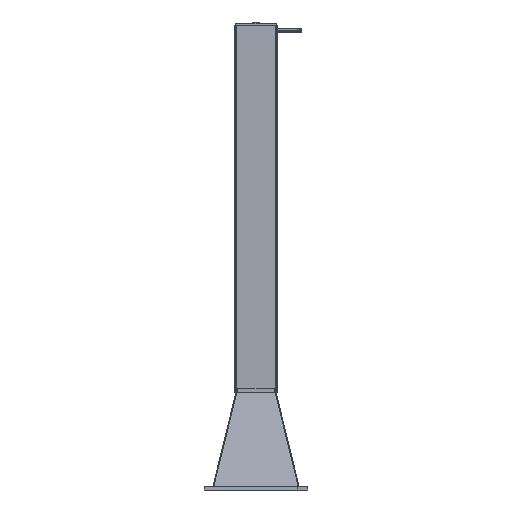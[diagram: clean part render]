
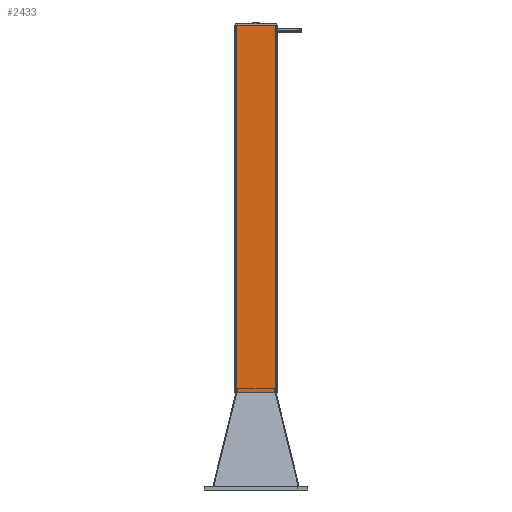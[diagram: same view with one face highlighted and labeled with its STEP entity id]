
A CAD part, left-side view. The second image highlights one B-rep face of the part: STEP entity #2433.
In plain terms, the highlighted face is planar.
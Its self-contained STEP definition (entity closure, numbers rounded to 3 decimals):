
#2433=ADVANCED_FACE('',(#4427),#4428,.T.);
#4427=FACE_OUTER_BOUND('',#6756,.T.);
#4428=PLANE('',#6757);
#6756=EDGE_LOOP('',(#14155,#14156,#14157,#14158));
#6757=AXIS2_PLACEMENT_3D('',#14159,#14160,#14161);
#14155=ORIENTED_EDGE('',*,*,#19041,.T.);
#14156=ORIENTED_EDGE('',*,*,#19025,.F.);
#14157=ORIENTED_EDGE('',*,*,#19042,.T.);
#14158=ORIENTED_EDGE('',*,*,#19043,.T.);
#14159=CARTESIAN_POINT('',(0.,175.0,0.0));
#14160=DIRECTION('',(0.0,1.0,0.0));
#14161=DIRECTION('',(-1.0,0.0,0.0));
#19025=EDGE_CURVE('',#21055,#21053,#21057,.T.);
#19041=EDGE_CURVE('',#21083,#21053,#21084,.T.);
#19042=EDGE_CURVE('',#21055,#21085,#21086,.T.);
#19043=EDGE_CURVE('',#21085,#21083,#21087,.T.);
#21053=VERTEX_POINT('',#23953);
#21055=VERTEX_POINT('',#23955);
#21057=LINE('',#23957,#23958);
#21083=VERTEX_POINT('',#23991);
#21084=LINE('',#23992,#23993);
#21085=VERTEX_POINT('',#23994);
#21086=LINE('',#23995,#23996);
#21087=LINE('',#23997,#23998);
#23953=CARTESIAN_POINT('',(160.0,175.0,3000.0));
#23955=CARTESIAN_POINT('',(160.0,175.0,0.0));
#23957=CARTESIAN_POINT('',(160.0,175.0,0.0));
#23958=VECTOR('',#30693,1.0);
#23991=CARTESIAN_POINT('',(-160.0,175.0,3000.0));
#23992=CARTESIAN_POINT('',(160.0,175.0,3000.0));
#23993=VECTOR('',#30713,1.0);
#23994=CARTESIAN_POINT('',(-160.0,175.0,0.0));
#23995=CARTESIAN_POINT('',(160.0,175.0,0.0));
#23996=VECTOR('',#30714,1.0);
#23997=CARTESIAN_POINT('',(-160.0,175.0,0.0));
#23998=VECTOR('',#30715,1.0);
#30693=DIRECTION('',(0.0,0.0,1.0));
#30713=DIRECTION('',(1.0,0.0,0.0));
#30714=DIRECTION('',(-1.0,0.0,0.0));
#30715=DIRECTION('',(0.0,0.0,1.0));
